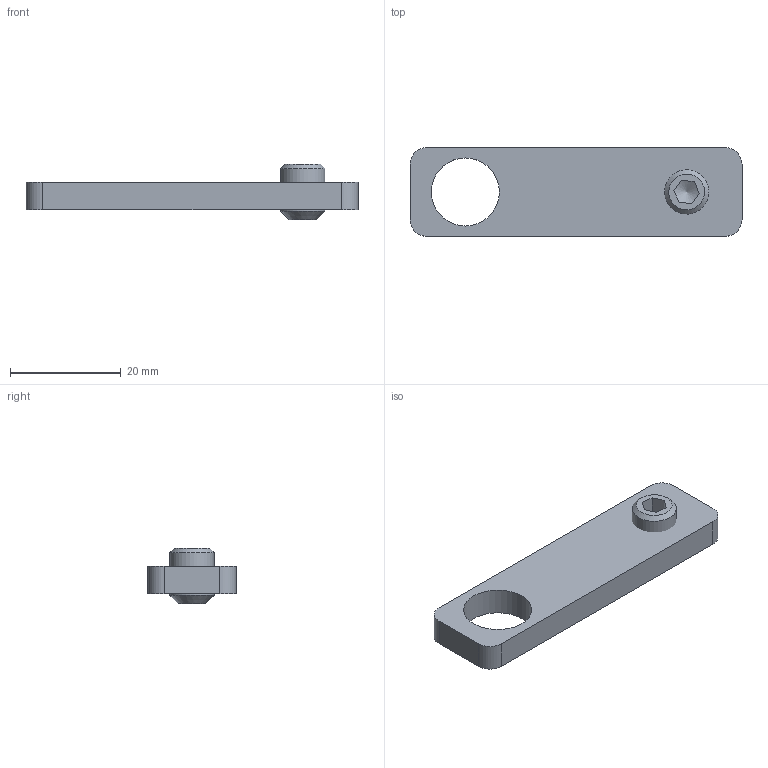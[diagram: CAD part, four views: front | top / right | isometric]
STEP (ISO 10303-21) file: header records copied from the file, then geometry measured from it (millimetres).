
FILE_DESCRIPTION(/* description */ (''),/* implementation_level */ '2;1');
FILE_NAME(/* name */ '1010078.stp',/* time_stamp */ '2024-07-03T09:17:31+02:00',/* author */ ('Bo'),/* organization */ (''),/* preprocessor_version */ 'ST-DEVELOPER v20',/* originating_system */ 'Autodesk Inventor 2025',/* authorisation */ '');
FILE_SCHEMA (('AUTOMOTIVE_DESIGN { 1 0 10303 214 3 1 1 }'));
Length unit declared in the file: millimetre
Products named in the file (3): 1010078; 1010078-1; 1010078-2
Assembly tree (2 placements, depth 2):
  1010078
    1010078-1
    1010078-2
Bounding box: 60 x 16 x 10 mm (x, y, z)
Volume: 4378.6 mm3; surface area: 3024.9 mm2
Topology: 2 solids, 2 shells, 30 faces, 69 edges, 42 vertices
Faces by surface type: plane 19, cylinder 7, cone 4
Full cylindrical faces by diameter (mm): 6.647 x1, 8 x1, 12.3 x1
Entity records: 966 total; most frequent: DIRECTION 163, CARTESIAN_POINT 144, ORIENTED_EDGE 134, EDGE_CURVE 67, AXIS2_PLACEMENT_3D 61, VERTEX_POINT 42, LINE 41, VECTOR 41
